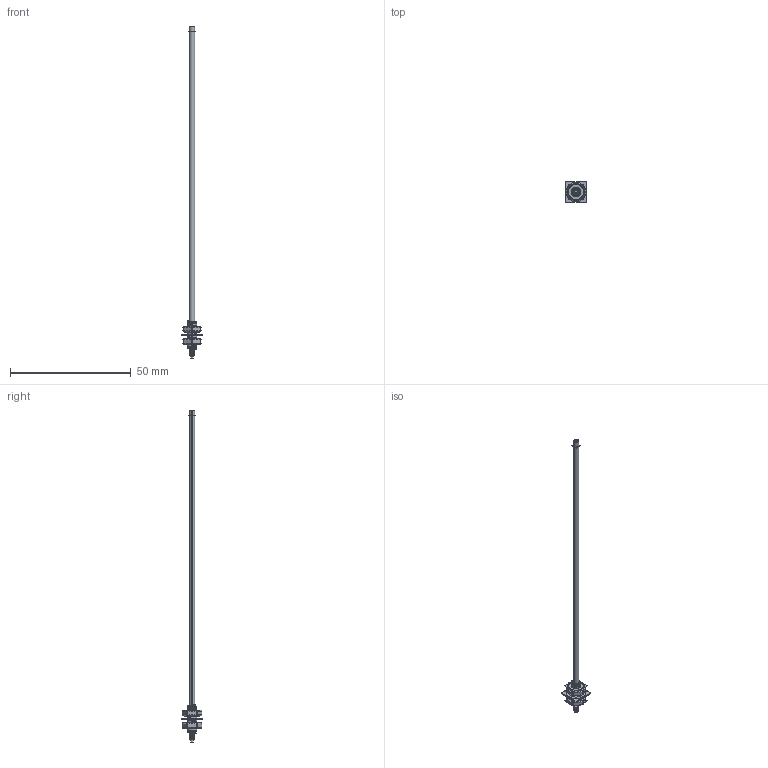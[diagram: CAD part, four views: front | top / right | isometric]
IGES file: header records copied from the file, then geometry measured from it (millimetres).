
Start section:  PTC IGES file: 188738.igs
Global section: file name: 188738.igs; native system: Creo Parametric by Parametric Technology Corporation; preprocessor: 2013230; author: pdmadmin; organization: Unknown; date: 20160112.153139; units: millimetre
Bounding box: 8.32 x 8.32 x 137.42 mm (x, y, z)
Volume: 736.8 mm3; surface area: 10726.1 mm2
Topology: 6 solids, 8 shells, 324 faces, 1688 edges, 2158 vertices
Faces by surface type: revolution 196, bspline 128
